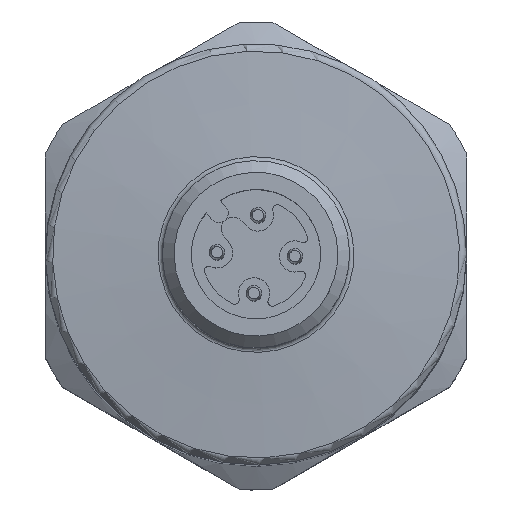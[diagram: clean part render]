
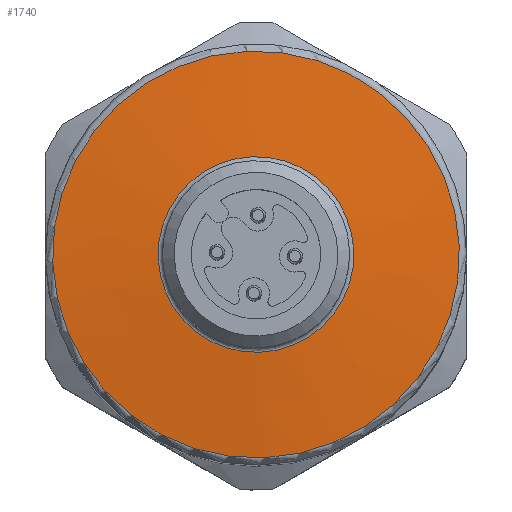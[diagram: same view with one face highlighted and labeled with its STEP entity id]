
A CAD part, top view. The second image highlights one B-rep face of the part: STEP entity #1740.
In plain terms, the highlighted conical face has half-angle 85 degrees and reference radius 6 mm.
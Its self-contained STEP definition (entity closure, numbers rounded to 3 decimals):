
#128=CONICAL_SURFACE('',#1863,6.,1.484);
#301=ORIENTED_EDGE('',*,*,#543,.T.);
#302=ORIENTED_EDGE('',*,*,#542,.T.);
#542=EDGE_CURVE('',#676,#676,#777,.T.);
#543=EDGE_CURVE('',#677,#677,#778,.T.);
#676=VERTEX_POINT('',#2578);
#677=VERTEX_POINT('',#2581);
#777=CIRCLE('',#1862,13.044);
#778=CIRCLE('',#1864,6.274);
#887=EDGE_LOOP('',(#301));
#888=EDGE_LOOP('',(#302));
#1014=FACE_BOUND('',#887,.T.);
#1015=FACE_BOUND('',#888,.T.);
#1740=ADVANCED_FACE('',(#1014,#1015),#128,.T.);
#1862=AXIS2_PLACEMENT_3D('',#2577,#2119,#2120);
#1863=AXIS2_PLACEMENT_3D('',#2579,#2121,#2122);
#1864=AXIS2_PLACEMENT_3D('',#2580,#2123,#2124);
#2119=DIRECTION('',(0.,0.,1.));
#2120=DIRECTION('',(-0.383,0.924,0.));
#2121=DIRECTION('',(0.,0.,-1.));
#2122=DIRECTION('',(0.383,-0.924,0.));
#2123=DIRECTION('',(0.,0.,-1.));
#2124=DIRECTION('',(0.383,-0.924,0.));
#2577=CARTESIAN_POINT('',(0.,0.,38.584));
#2578=CARTESIAN_POINT('',(-4.996,12.049,38.584));
#2579=CARTESIAN_POINT('',(0.,0.,39.2));
#2580=CARTESIAN_POINT('',(0.,0.,39.176));
#2581=CARTESIAN_POINT('',(2.403,-5.795,39.176));
